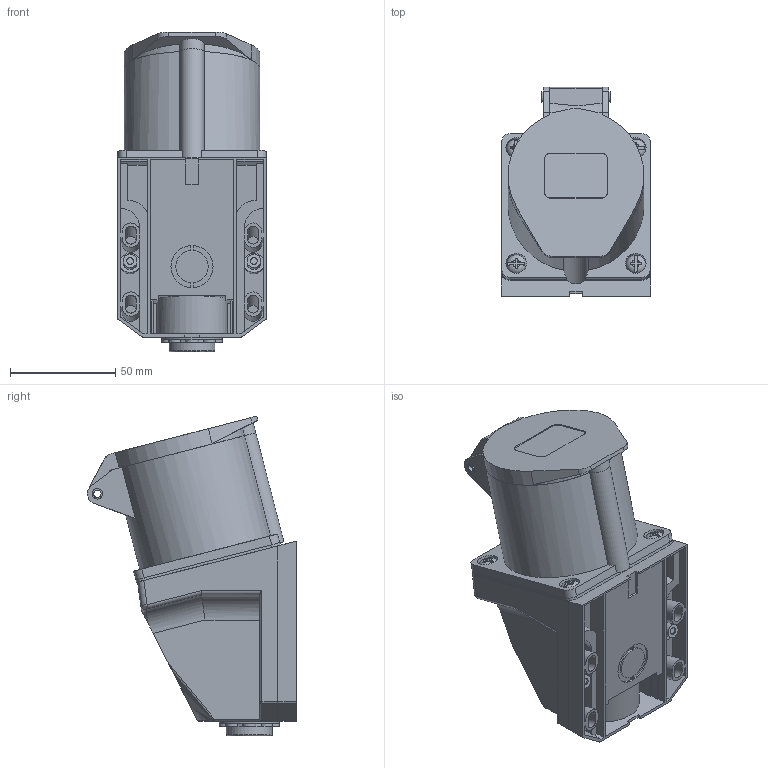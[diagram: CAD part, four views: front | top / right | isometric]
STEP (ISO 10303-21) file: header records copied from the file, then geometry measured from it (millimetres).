
FILE_DESCRIPTION (( 'STEP AP203' ), '1' );
FILE_NAME ('ps-123-32-220.ÃÌ Ðîçåòêà ñòàöèîíàðíàÿ íàðóæíàÿ 123 2Ð+ÐÅ 32À 220Â IP44 EKF.STEP', '2025-10-01T08:23:08', ( '' ), ( '' ), 'SwSTEP 2.0', 'SolidWorks 2021', '' );
FILE_SCHEMA (( 'CONFIG_CONTROL_DESIGN' ));
Length unit declared in the file: millimetre
Products named in the file (5): Êîïèÿ Ñêðóãëåíèå6^ps-123-32-220.ÃÌ Ðîçåòêà ñòàöèîíàðíàÿ íàðóæíàÿ 123 2Ð+ÐÅ 32À 220Â IP44 EKF_00; ps-123-32-220.ÃÌ Ðîçåòêà ñòàöèîíàðíàÿ íàðóæíàÿ 123 2Ð+ÐÅ 32À 220Â IP44 EKF; Êîïèÿ 12^ps-123-32-220.ÃÌ Ðîçåòêà ñòàöèîíàðíàÿ íàðóæíàÿ 123 2Ð+ÐÅ 32À 220Â IP44 EKF_00; Êîïèÿ 13^ps-123-32-220.ÃÌ Ðîçåòêà ñòàöèîíàðíàÿ íàðóæíàÿ 123 2Ð+ÐÅ 32À 220Â IP44 EKF_00; Êîðïóñ-ðîçåòêè ñ èñïðàâëåíèÿìè_00
Assembly tree (4 placements, depth 2):
  ps-123-32-220.ÃÌ Ðîçåòêà ñòàöèîíàðíàÿ íàðóæíàÿ 123 2Ð+ÐÅ 32À 220Â IP44 EKF
    Êîðïóñ-ðîçåòêè ñ èñïðàâëåíèÿìè_00
    Êîïèÿ 12^ps-123-32-220.ÃÌ Ðîçåòêà ñòàöèîíàðíàÿ íàðóæíàÿ 123 2Ð+ÐÅ 32À 220Â IP44 EKF_00
    Êîïèÿ 13^ps-123-32-220.ÃÌ Ðîçåòêà ñòàöèîíàðíàÿ íàðóæíàÿ 123 2Ð+ÐÅ 32À 220Â IP44 EKF_00
    Êîïèÿ Ñêðóãëåíèå6^ps-123-32-220.ÃÌ Ðîçåòêà ñòàöèîíàðíàÿ íàðóæíàÿ 123 2Ð+ÐÅ 32À 220Â IP44 EKF_00
Bounding box: 71 x 99.37 x 151.81 mm (x, y, z)
Volume: 429842.5 mm3; surface area: 88690.6 mm2
Topology: 4 solids, 4 shells, 436 faces, 1142 edges, 752 vertices
Faces by surface type: plane 279, cylinder 120, bspline 19, torus 9, sphere 8, cone 1
Full cylindrical faces by diameter (mm): 3.35 x2, 3.5 x1, 4 x8, 4.75 x1, 5 x2, 6.5 x2, 6.55 x2, 6.75 x3, 7 x2, 9 x1, 9.55 x4, 9.75 x4, 13.85 x2, 21.75 x1, 28.6 x1, 45.85 x1
Entity records: 14794 total; most frequent: CARTESIAN_POINT 3937, ORIENTED_EDGE 2148, DIRECTION 2062, EDGE_CURVE 1074, VERTEX_POINT 735, AXIS2_PLACEMENT_3D 707, VECTOR 648, LINE 648
